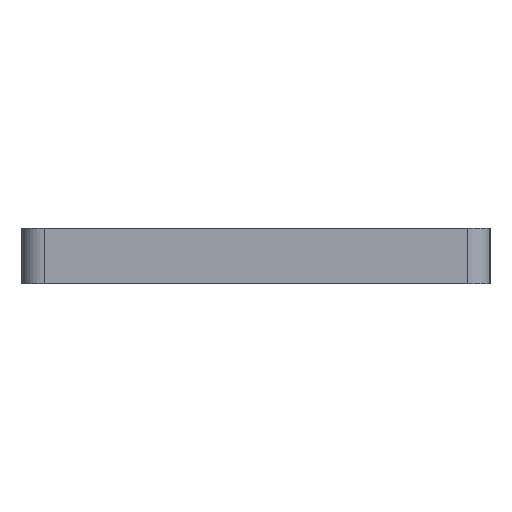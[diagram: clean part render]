
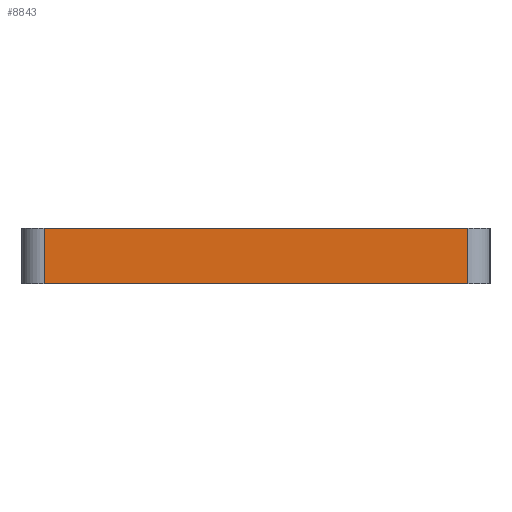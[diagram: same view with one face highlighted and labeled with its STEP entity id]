
A CAD part, left-side view. The second image highlights one B-rep face of the part: STEP entity #8843.
In plain terms, the highlighted planar face has unit normal (-1, 0, 0).
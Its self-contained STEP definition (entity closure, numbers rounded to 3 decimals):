
#215=FACE_OUTER_BOUND('',#804,.T.);
#804=EDGE_LOOP('',(#6347,#6348,#6349,#6350));
#1316=LINE('',#12115,#2520);
#1723=LINE('',#12996,#2927);
#1729=LINE('',#13006,#2933);
#1730=LINE('',#13008,#2934);
#2520=VECTOR('',#9848,10.);
#2927=VECTOR('',#10341,10.);
#2933=VECTOR('',#10355,10.);
#2934=VECTOR('',#10358,10.);
#3778=VERTEX_POINT('',#12112);
#3779=VERTEX_POINT('',#12114);
#4209=VERTEX_POINT('',#12993);
#4210=VERTEX_POINT('',#12995);
#4614=EDGE_CURVE('',#3778,#3779,#1316,.T.);
#5054=EDGE_CURVE('',#4209,#4210,#1723,.T.);
#5061=EDGE_CURVE('',#3779,#4209,#1729,.T.);
#5062=EDGE_CURVE('',#4210,#3778,#1730,.T.);
#6347=ORIENTED_EDGE('',*,*,#5061,.F.);
#6348=ORIENTED_EDGE('',*,*,#4614,.F.);
#6349=ORIENTED_EDGE('',*,*,#5062,.F.);
#6350=ORIENTED_EDGE('',*,*,#5054,.F.);
#8386=PLANE('',#9359);
#8843=ADVANCED_FACE('',(#215),#8386,.T.);
#9359=AXIS2_PLACEMENT_3D('',#13007,#10356,#10357);
#9848=DIRECTION('',(0.,1.,0.));
#10341=DIRECTION('',(0.,-1.,0.));
#10355=DIRECTION('',(0.,0.,1.));
#10356=DIRECTION('center_axis',(-1.,0.,0.));
#10357=DIRECTION('ref_axis',(0.,-1.,0.));
#10358=DIRECTION('',(0.,0.,-1.));
#12112=CARTESIAN_POINT('',(-3.975,0.258,-2.));
#12114=CARTESIAN_POINT('',(-3.975,76.528,-2.));
#12115=CARTESIAN_POINT('',(-3.975,-3.742,-2.));
#12993=CARTESIAN_POINT('',(-3.975,76.528,8.));
#12995=CARTESIAN_POINT('',(-3.975,0.258,8.));
#12996=CARTESIAN_POINT('',(-3.975,-3.742,8.));
#13006=CARTESIAN_POINT('',(-3.975,76.528,0.));
#13007=CARTESIAN_POINT('Origin',(-3.975,80.528,0.));
#13008=CARTESIAN_POINT('',(-3.975,0.258,0.));
